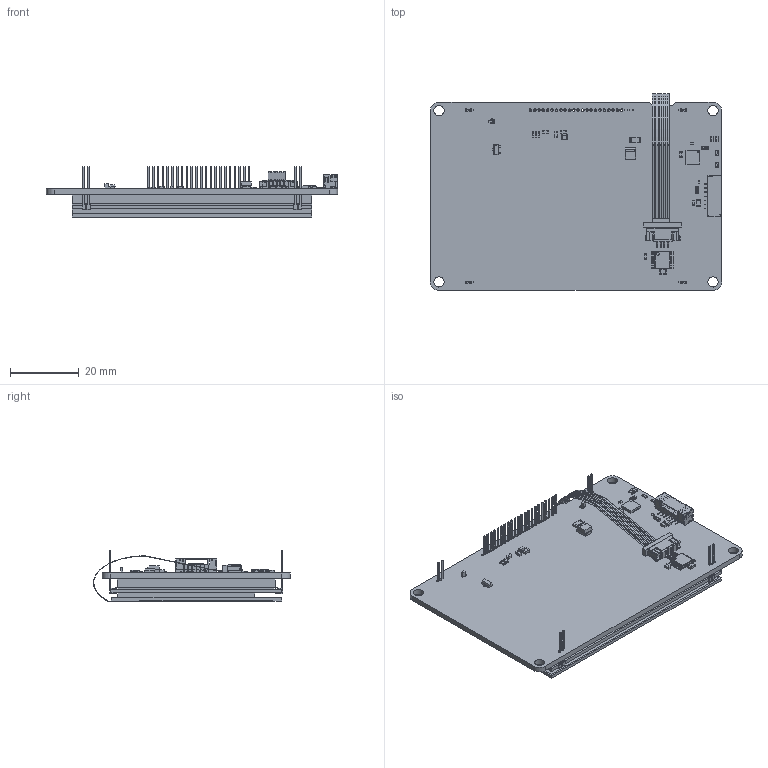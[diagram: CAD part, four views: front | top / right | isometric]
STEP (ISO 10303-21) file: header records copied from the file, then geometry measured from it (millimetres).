
FILE_DESCRIPTION(('FreeCAD Model'),'2;1');
FILE_NAME( 'lcd-128x64.step', '2018-07-31T14:25:35',('kicad StepUp'),('ksu MCAD'), 'Open CASCADE STEP processor 7.3','FreeCAD','Unknown');
FILE_SCHEMA(('AUTOMOTIVE_DESIGN { 1 0 10303 214 1 1 1 1 }'));
Length unit declared in the file: millimetre
Products named in the file (33): lcd-128x64; Board_Geoms; Pcb; Step_Models; Top; Cut_; C_0402_; C_0805_; C_0603_; C_0603_001; C_0603_002; R_0603_; Tantalum_B_3528H21_; C_0603_003; C_0603_004; C_0805_001; D_0603_blue_; BrickletConn_7pin_; SOT23_; R_0603_001; R_0603_002; R_0402_; Cut_001; QFN-24_4x4mm_Pitch0.5mm_; TSSOP-16_; C_0603_005; Fusion_; R_0603_003; C_0805_002; R_1206_; CON_4Wire_ER-TP028-1_; Bot; ER-TP028-1_
Assembly tree (32 placements, depth 4):
  lcd-128x64
    Board_Geoms
      Pcb
    Step_Models
      Top
        Cut_
        C_0402_
        C_0805_
        C_0603_
        C_0603_001
        C_0603_002
        R_0603_
        Tantalum_B_3528H21_
        C_0603_003
        C_0603_004
        C_0805_001
        D_0603_blue_
        BrickletConn_7pin_
        SOT23_
        R_0603_001
        R_0603_002
        R_0402_
        Cut_001
        QFN-24_4x4mm_Pitch0.5mm_
        TSSOP-16_
        C_0603_005
        Fusion_
        R_0603_003
        C_0805_002
        R_1206_
        CON_4Wire_ER-TP028-1_
      Bot
        ER-TP028-1_
Bounding box: 85 x 57.5 x 14.8 mm (x, y, z)
Volume: 28931.3 mm3; surface area: 22260.7 mm2
Topology: 31 solids, 31 shells, 3108 faces, 9122 edges, 6061 vertices
Faces by surface type: plane 2449, cylinder 602, bspline 27, extrusion 22, sphere 8
Full cylindrical faces by diameter (mm): 0.7 x30, 1.5 x2, 3 x4
Entity records: 127559 total; most frequent: CARTESIAN_POINT 21993, ORIENTED_EDGE 18228, DIRECTION 16336, EDGE_CURVE 9114, VECTOR 7684, LINE 7662, VERTEX_POINT 6061, AXIS2_PLACEMENT_3D 4326
